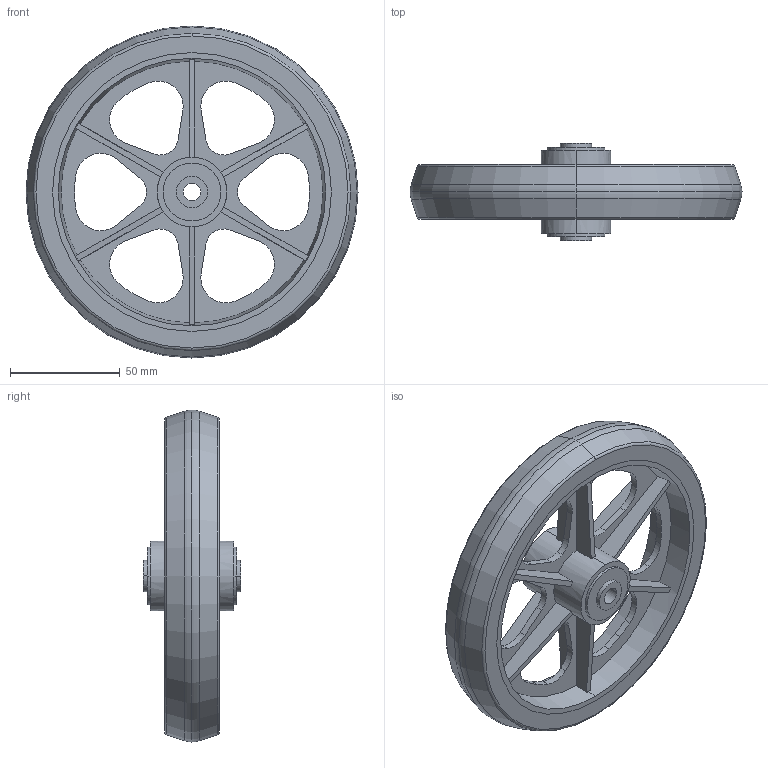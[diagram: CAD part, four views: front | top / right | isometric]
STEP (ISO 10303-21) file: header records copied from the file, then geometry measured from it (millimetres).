
FILE_DESCRIPTION((''),'2;1');
FILE_NAME('wheelchairwheel6.stp','2002-01-13T13:02:17',('Administrator'),(''),'Autodesk Inventor (tm) 3.0','Autodesk Inventor (tm) 3.0','');
FILE_SCHEMA(('CONFIG_CONTROL_DESIGN'));
Length unit declared in the file: inch
Products named in the file (5): wheelchairwheel6; wheelchairwheel61; wheelchairwheel62; wheelchairwheel63; wheelchairwheel64
Assembly tree (4 placements, depth 2):
  wheelchairwheel6
    wheelchairwheel61
    wheelchairwheel62
    wheelchairwheel63
    wheelchairwheel64
Bounding box: 151.28 x 44.58 x 151.28 mm (x, y, z)
Volume: 193179 mm3; surface area: 80679.2 mm2
Topology: 4 solids, 4 shells, 164 faces, 440 edges, 290 vertices
Faces by surface type: cylinder 74, plane 74, cone 8, torus 8
Entity records: 5911 total; most frequent: DIRECTION 1012, CARTESIAN_POINT 903, ORIENTED_EDGE 880, EDGE_CURVE 440, AXIS2_PLACEMENT_3D 399, VERTEX_POINT 290, VECTOR 214, LINE 214
